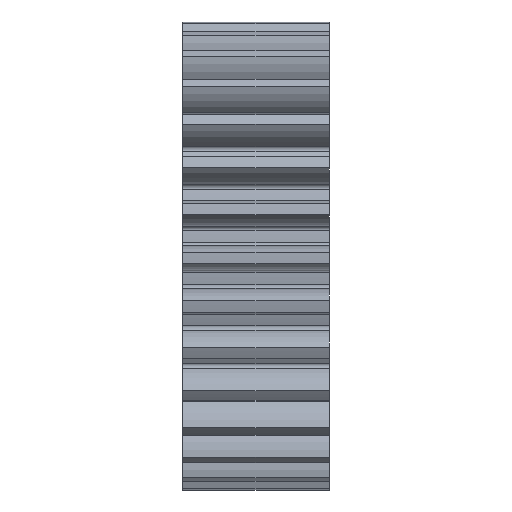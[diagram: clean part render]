
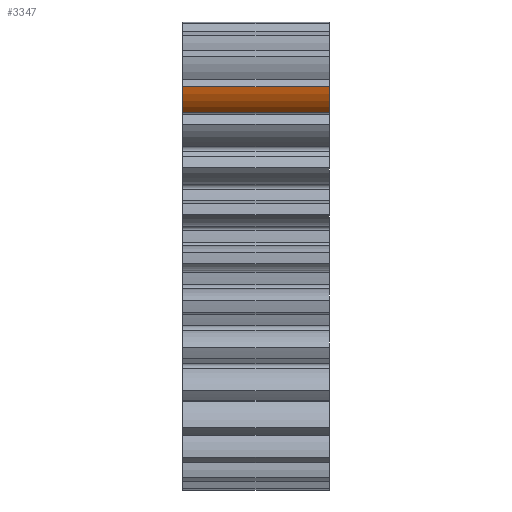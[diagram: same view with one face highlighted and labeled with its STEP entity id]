
A CAD part, top view. The second image highlights one B-rep face of the part: STEP entity #3347.
In plain terms, the highlighted cylindrical face has radius 6 mm (diameter 12 mm), a partial arc.
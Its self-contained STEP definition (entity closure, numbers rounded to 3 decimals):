
#246=CARTESIAN_POINT('Vertex',(0.,19.557,20.1)) ;
#249=CARTESIAN_POINT('Axis2P3D Location',(0.,24.241,16.351)) ;
#253=CARTESIAN_POINT('Vertex',(0.,23.022,22.226)) ;
#2685=CARTESIAN_POINT('Vertex',(20.,23.022,22.226)) ;
#2688=CARTESIAN_POINT('Axis2P3D Location',(20.,24.241,16.351)) ;
#2692=CARTESIAN_POINT('Vertex',(20.,19.557,20.1)) ;
#3319=CARTESIAN_POINT('Line Origine',(10.,19.557,20.1)) ;
#3331=CARTESIAN_POINT('Axis2P3D Location',(10.,24.241,16.351)) ;
#3336=CARTESIAN_POINT('Line Origine',(10.,23.022,22.226)) ;
#250=DIRECTION('Axis2P3D Direction',(1.,0.,0.)) ;
#2689=DIRECTION('Axis2P3D Direction',(1.,0.,0.)) ;
#3320=DIRECTION('Vector Direction',(1.,0.,0.)) ;
#3332=DIRECTION('Axis2P3D Direction',(1.,-0.,0.)) ;
#3333=DIRECTION('Axis2P3D XDirection',(0.,-0.203,0.979)) ;
#3337=DIRECTION('Vector Direction',(1.,0.,0.)) ;
#251=AXIS2_PLACEMENT_3D('Circle Axis2P3D',#249,#250,$) ;
#2690=AXIS2_PLACEMENT_3D('Circle Axis2P3D',#2688,#2689,$) ;
#3334=AXIS2_PLACEMENT_3D('Cylinder Axis2P3D',#3331,#3332,#3333) ;
#3342=ORIENTED_EDGE('',*,*,#3340,.F.) ;
#3343=ORIENTED_EDGE('',*,*,#255,.T.) ;
#3344=ORIENTED_EDGE('',*,*,#3323,.T.) ;
#3345=ORIENTED_EDGE('',*,*,#2694,.F.) ;
#3321=VECTOR('Line Direction',#3320,1.) ;
#3338=VECTOR('Line Direction',#3337,1.) ;
#3347=ADVANCED_FACE('PartBody',(#3346),#3335,.T.) ;
#252=CIRCLE('generated circle',#251,6.) ;
#2691=CIRCLE('generated circle',#2690,6.) ;
#3335=CYLINDRICAL_SURFACE('generated cylinder',#3334,6.) ;
#255=EDGE_CURVE('',#254,#247,#252,.T.) ;
#2694=EDGE_CURVE('',#2686,#2693,#2691,.T.) ;
#3323=EDGE_CURVE('',#247,#2693,#3322,.T.) ;
#3340=EDGE_CURVE('',#254,#2686,#3339,.T.) ;
#3341=EDGE_LOOP('',(#3342,#3343,#3344,#3345)) ;
#3346=FACE_OUTER_BOUND('',#3341,.T.) ;
#3322=LINE('Line',#3319,#3321) ;
#3339=LINE('Line',#3336,#3338) ;
#247=VERTEX_POINT('',#246) ;
#254=VERTEX_POINT('',#253) ;
#2686=VERTEX_POINT('',#2685) ;
#2693=VERTEX_POINT('',#2692) ;
